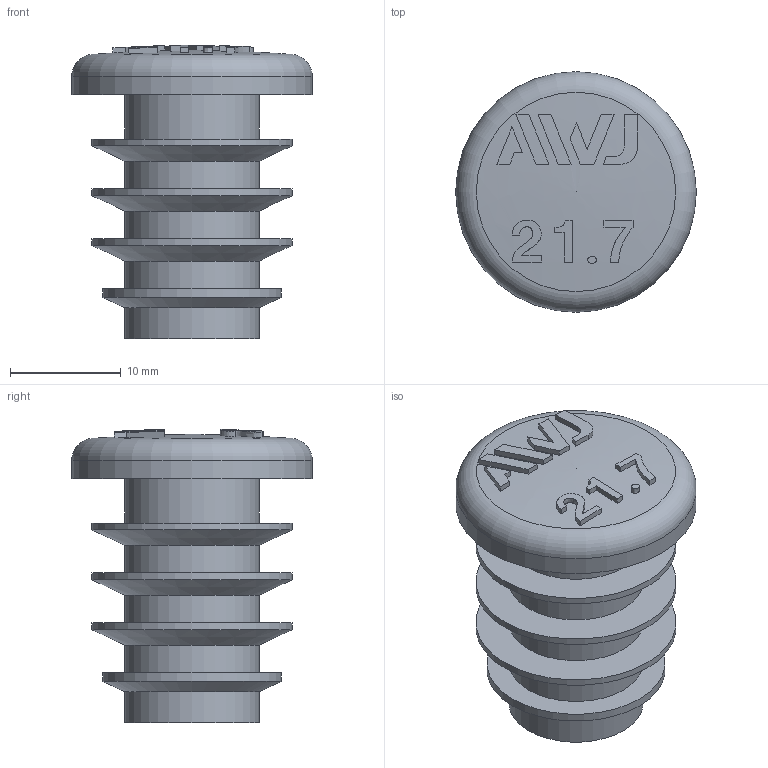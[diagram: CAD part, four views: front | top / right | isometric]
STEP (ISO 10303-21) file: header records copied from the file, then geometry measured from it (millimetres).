
FILE_DESCRIPTION( ( 'STEP AP203' ), '1' );
FILE_NAME( '15A.step', '2022-07-25T07:04:59', ( ' ' ), ( ' ' ), 'XStep 1.0', ' ', ' ' );
FILE_SCHEMA( ( 'CONFIG_CONTROL_DESIGN' ) );
Length unit declared in the file: millimetre
Products named in the file (1): 1
Bounding box: 21.7 x 21.7 x 26.45 mm (x, y, z)
Volume: 3647.3 mm3; surface area: 3230.1 mm2
Topology: 1 solids, 1 shells, 83 faces, 193 edges, 125 vertices
Faces by surface type: plane 48, cylinder 12, bspline 10, extrusion 6, cone 5, torus 2
Full cylindrical faces by diameter (mm): 12.1 x5, 16.1 x1, 18.1 x3, 21.7 x1
Entity records: 2862 total; most frequent: CARTESIAN_POINT 1231, ORIENTED_EDGE 340, DIRECTION 238, EDGE_CURVE 170, VERTEX_POINT 123, EDGE_LOOP 116, B_SPLINE_CURVE_WITH_KNOTS 104, FACE_OUTER_BOUND 96
